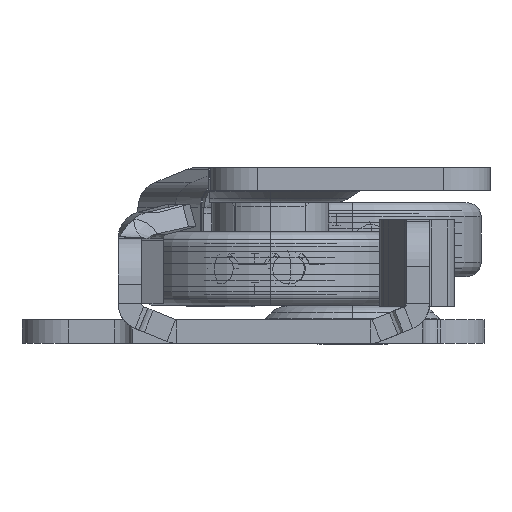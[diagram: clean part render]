
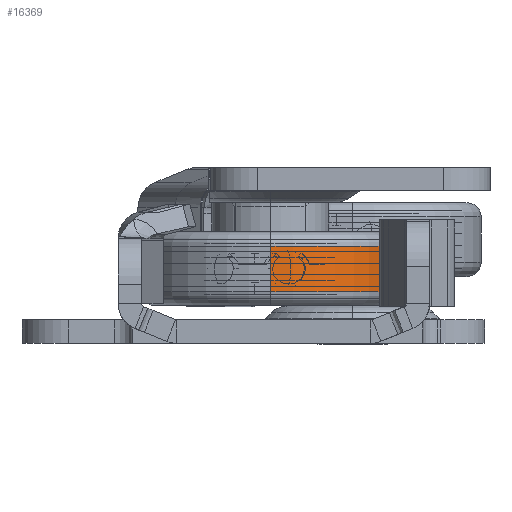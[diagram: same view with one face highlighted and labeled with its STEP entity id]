
A CAD part, left-side view. The second image highlights one B-rep face of the part: STEP entity #16369.
In plain terms, the highlighted cylindrical face has radius 11 mm (diameter 22 mm), a partial arc.
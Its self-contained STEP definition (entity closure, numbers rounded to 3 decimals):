
#2 = LINE ( 'NONE', #3808, #13372 ) ;
#80 = CARTESIAN_POINT ( 'NONE',  ( 1.2, 0., 11. ) ) ;
#257 = DIRECTION ( 'NONE',  ( -1., 0., 0. ) ) ;
#1410 = CARTESIAN_POINT ( 'NONE',  ( 5.1, 0., 0. ) ) ;
#1751 = VERTEX_POINT ( 'NONE', #80 ) ;
#2054 = DIRECTION ( 'NONE',  ( -1., 0., 0. ) ) ;
#2593 = AXIS2_PLACEMENT_3D ( 'NONE', #1410, #7034, #10453 ) ;
#2971 = EDGE_CURVE ( 'NONE', #19868, #18934, #15410, .T. ) ;
#3024 = EDGE_CURVE ( 'NONE', #1751, #15760, #15030, .T. ) ;
#3778 = CARTESIAN_POINT ( 'NONE',  ( 0., 0., -11. ) ) ;
#3808 = CARTESIAN_POINT ( 'NONE',  ( 0., 0., 11. ) ) ;
#4040 = CARTESIAN_POINT ( 'NONE',  ( 1.2, 0., 0. ) ) ;
#4569 = ORIENTED_EDGE ( 'NONE', *, *, #3024, .F. ) ;
#5114 = ORIENTED_EDGE ( 'NONE', *, *, #2971, .T. ) ;
#5190 = AXIS2_PLACEMENT_3D ( 'NONE', #4040, #257, #9409 ) ;
#7034 = DIRECTION ( 'NONE',  ( -1., 0., 0. ) ) ;
#7651 = EDGE_LOOP ( 'NONE', ( #5114, #21112, #4569, #15566 ) ) ;
#8846 = DIRECTION ( 'NONE',  ( -1., 0., 0. ) ) ;
#9409 = DIRECTION ( 'NONE',  ( 0., 0., 1. ) ) ;
#10453 = DIRECTION ( 'NONE',  ( 0., 0., 1. ) ) ;
#13372 = VECTOR ( 'NONE', #8846, 1000. ) ;
#15030 = CIRCLE ( 'NONE', #5190, 11. ) ;
#15410 = CIRCLE ( 'NONE', #2593, 11. ) ;
#15566 = ORIENTED_EDGE ( 'NONE', *, *, #19855, .F. ) ;
#15760 = VERTEX_POINT ( 'NONE', #20507 ) ;
#16122 = LINE ( 'NONE', #3778, #20240 ) ;
#16369 = ADVANCED_FACE ( 'NONE', ( #21736 ), #18096, .T. ) ;
#17276 = AXIS2_PLACEMENT_3D ( 'NONE', #20128, #21511, #18300 ) ;
#17415 = CARTESIAN_POINT ( 'NONE',  ( 5.1, 0., 11. ) ) ;
#17707 = EDGE_CURVE ( 'NONE', #18934, #15760, #16122, .T. ) ;
#18096 = CYLINDRICAL_SURFACE ( 'NONE', #17276, 11. ) ;
#18300 = DIRECTION ( 'NONE',  ( 0., 0., 1. ) ) ;
#18934 = VERTEX_POINT ( 'NONE', #19458 ) ;
#19458 = CARTESIAN_POINT ( 'NONE',  ( 5.1, 0., -11. ) ) ;
#19855 = EDGE_CURVE ( 'NONE', #19868, #1751, #2, .T. ) ;
#19868 = VERTEX_POINT ( 'NONE', #17415 ) ;
#20128 = CARTESIAN_POINT ( 'NONE',  ( 0., 0., 0. ) ) ;
#20240 = VECTOR ( 'NONE', #2054, 1000. ) ;
#20507 = CARTESIAN_POINT ( 'NONE',  ( 1.2, 0., -11. ) ) ;
#21112 = ORIENTED_EDGE ( 'NONE', *, *, #17707, .T. ) ;
#21511 = DIRECTION ( 'NONE',  ( -1., 0., 0. ) ) ;
#21736 = FACE_OUTER_BOUND ( 'NONE', #7651, .T. ) ;
